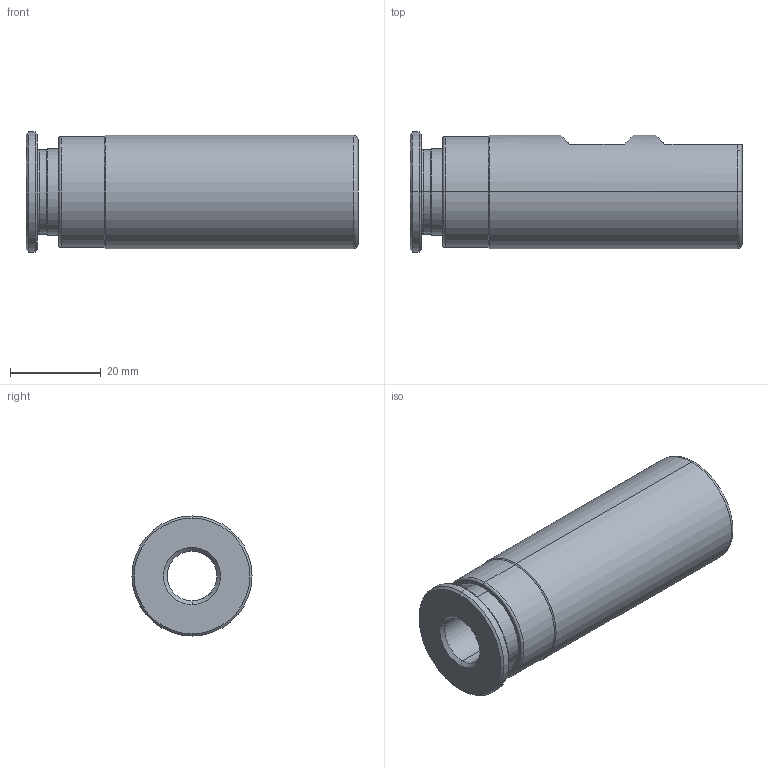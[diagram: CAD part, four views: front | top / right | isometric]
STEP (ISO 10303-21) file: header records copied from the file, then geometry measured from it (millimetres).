
FILE_DESCRIPTION (( 'STEP AP203' ), '1' );
FILE_NAME ('80-S.16.25.119.STEP', '2019-04-16T07:04:07', ( 'Acer' ), ( '' ), 'SwSTEP 2.0', 'SolidWorks 2018', '' );
FILE_SCHEMA (( 'CONFIG_CONTROL_DESIGN' ));
Length unit declared in the file: millimetre
Products named in the file (1): 80-S.16.25.119
Bounding box: 73.24 x 26.5 x 26.5 mm (x, y, z)
Surface area: 9092.4 mm2 (no closed solid volume)
Topology: 0 solids, 2 shells, 44 faces, 107 edges, 68 vertices
Faces by surface type: cylinder 14, cone 12, torus 9, plane 9
Entity records: 1577 total; most frequent: CARTESIAN_POINT 450, DIRECTION 242, ORIENTED_EDGE 194, EDGE_CURVE 107, AXIS2_PLACEMENT_3D 104, VERTEX_POINT 68, CIRCLE 59, EDGE_LOOP 52
